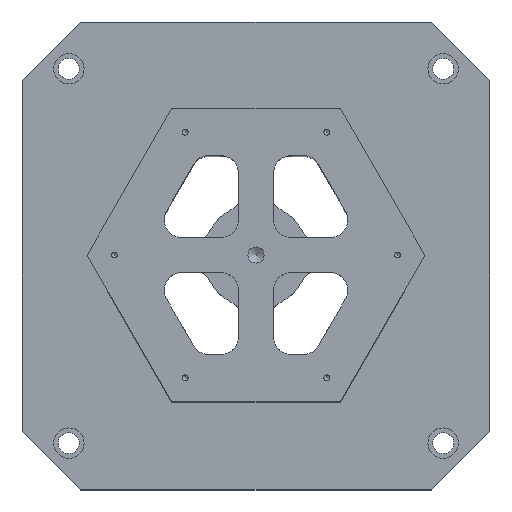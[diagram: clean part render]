
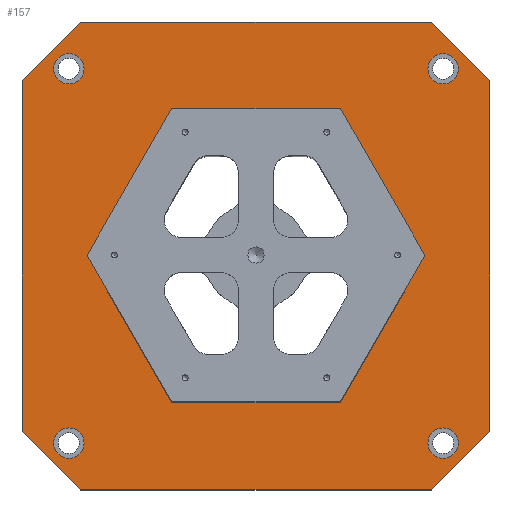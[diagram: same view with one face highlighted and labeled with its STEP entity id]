
A CAD part, top view. The second image highlights one B-rep face of the part: STEP entity #157.
In plain terms, the highlighted planar face has unit normal (0, 0, 1).
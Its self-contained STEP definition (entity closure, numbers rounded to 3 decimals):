
#157 = ADVANCED_FACE( '', ( #707, #708, #709, #710, #711, #712 ), #713, .T. );
#707 = FACE_BOUND( '', #1504, .T. );
#708 = FACE_BOUND( '', #1505, .T. );
#709 = FACE_BOUND( '', #1506, .T. );
#710 = FACE_BOUND( '', #1507, .T. );
#711 = FACE_BOUND( '', #1508, .T. );
#712 = FACE_OUTER_BOUND( '', #1509, .T. );
#713 = PLANE( '', #1510 );
#1504 = EDGE_LOOP( '', ( #2767 ) );
#1505 = EDGE_LOOP( '', ( #2768 ) );
#1506 = EDGE_LOOP( '', ( #2769 ) );
#1507 = EDGE_LOOP( '', ( #2770 ) );
#1508 = EDGE_LOOP( '', ( #2771, #2772, #2773, #2774, #2775, #2776 ) );
#1509 = EDGE_LOOP( '', ( #2777, #2778, #2779, #2780, #2781, #2782, #2783, #2784 ) );
#1510 = AXIS2_PLACEMENT_3D( '', #2785, #2786, #2787 );
#2767 = ORIENTED_EDGE( '', *, *, #3791, .T. );
#2768 = ORIENTED_EDGE( '', *, *, #3795, .T. );
#2769 = ORIENTED_EDGE( '', *, *, #3799, .T. );
#2770 = ORIENTED_EDGE( '', *, *, #3803, .T. );
#2771 = ORIENTED_EDGE( '', *, *, #4158, .F. );
#2772 = ORIENTED_EDGE( '', *, *, #4140, .F. );
#2773 = ORIENTED_EDGE( '', *, *, #4122, .F. );
#2774 = ORIENTED_EDGE( '', *, *, #4105, .F. );
#2775 = ORIENTED_EDGE( '', *, *, #4087, .F. );
#2776 = ORIENTED_EDGE( '', *, *, #3938, .F. );
#2777 = ORIENTED_EDGE( '', *, *, #4159, .T. );
#2778 = ORIENTED_EDGE( '', *, *, #4160, .T. );
#2779 = ORIENTED_EDGE( '', *, *, #4069, .T. );
#2780 = ORIENTED_EDGE( '', *, *, #3692, .T. );
#2781 = ORIENTED_EDGE( '', *, *, #4161, .T. );
#2782 = ORIENTED_EDGE( '', *, *, #4162, .T. );
#2783 = ORIENTED_EDGE( '', *, *, #4163, .T. );
#2784 = ORIENTED_EDGE( '', *, *, #4164, .T. );
#2785 = CARTESIAN_POINT( '', ( -200., -200., 50. ) );
#2786 = DIRECTION( '', ( 0., 0., 1. ) );
#2787 = DIRECTION( '', ( 1., 0., 0. ) );
#3692 = EDGE_CURVE( '', #4260, #4261, #4262, .F. );
#3791 = EDGE_CURVE( '', #4433, #4433, #4434, .T. );
#3795 = EDGE_CURVE( '', #4441, #4441, #4442, .T. );
#3799 = EDGE_CURVE( '', #4449, #4449, #4450, .T. );
#3803 = EDGE_CURVE( '', #4457, #4457, #4458, .T. );
#3938 = EDGE_CURVE( '', #4708, #4710, #4711, .T. );
#4069 = EDGE_CURVE( '', #4926, #4260, #4927, .T. );
#4087 = EDGE_CURVE( '', #4710, #4961, #4962, .T. );
#4105 = EDGE_CURVE( '', #4961, #4996, #4997, .T. );
#4122 = EDGE_CURVE( '', #4996, #5029, #5030, .T. );
#4140 = EDGE_CURVE( '', #5029, #5064, #5065, .T. );
#4158 = EDGE_CURVE( '', #5064, #4708, #5099, .T. );
#4159 = EDGE_CURVE( '', #5100, #5101, #5102, .T. );
#4160 = EDGE_CURVE( '', #5101, #4926, #5103, .F. );
#4161 = EDGE_CURVE( '', #4261, #5104, #5105, .T. );
#4162 = EDGE_CURVE( '', #5104, #5106, #5107, .F. );
#4163 = EDGE_CURVE( '', #5106, #5108, #5109, .T. );
#4164 = EDGE_CURVE( '', #5108, #5100, #5110, .F. );
#4260 = VERTEX_POINT( '', #5215 );
#4261 = VERTEX_POINT( '', #5216 );
#4262 = LINE( '', #5217, #5218 );
#4433 = VERTEX_POINT( '', #5490 );
#4434 = CIRCLE( '', #5491, 13. );
#4441 = VERTEX_POINT( '', #5498 );
#4442 = CIRCLE( '', #5499, 13. );
#4449 = VERTEX_POINT( '', #5506 );
#4450 = CIRCLE( '', #5507, 13. );
#4457 = VERTEX_POINT( '', #5514 );
#4458 = CIRCLE( '', #5515, 13. );
#4708 = VERTEX_POINT( '', #5845 );
#4710 = VERTEX_POINT( '', #5848 );
#4711 = LINE( '', #5849, #5850 );
#4926 = VERTEX_POINT( '', #6121 );
#4927 = LINE( '', #6122, #6123 );
#4961 = VERTEX_POINT( '', #6158 );
#4962 = LINE( '', #6159, #6160 );
#4996 = VERTEX_POINT( '', #6195 );
#4997 = LINE( '', #6196, #6197 );
#5029 = VERTEX_POINT( '', #6230 );
#5030 = LINE( '', #6231, #6232 );
#5064 = VERTEX_POINT( '', #6267 );
#5065 = LINE( '', #6268, #6269 );
#5099 = LINE( '', #6304, #6305 );
#5100 = VERTEX_POINT( '', #6306 );
#5101 = VERTEX_POINT( '', #6307 );
#5102 = LINE( '', #6308, #6309 );
#5103 = LINE( '', #6310, #6311 );
#5104 = VERTEX_POINT( '', #6312 );
#5105 = LINE( '', #6313, #6314 );
#5106 = VERTEX_POINT( '', #6315 );
#5107 = LINE( '', #6316, #6317 );
#5108 = VERTEX_POINT( '', #6318 );
#5109 = LINE( '', #6319, #6320 );
#5110 = LINE( '', #6321, #6322 );
#5215 = CARTESIAN_POINT( '', ( -200., -150., 50. ) );
#5216 = CARTESIAN_POINT( '', ( -150., -200., 50. ) );
#5217 = CARTESIAN_POINT( '', ( -175., -175., 50. ) );
#5218 = VECTOR( '', #6624, 1000. );
#5490 = CARTESIAN_POINT( '', ( -160., -173., 50. ) );
#5491 = AXIS2_PLACEMENT_3D( '', #6826, #6827, #6828 );
#5498 = CARTESIAN_POINT( '', ( 160., -173., 50. ) );
#5499 = AXIS2_PLACEMENT_3D( '', #6838, #6839, #6840 );
#5506 = CARTESIAN_POINT( '', ( 160., 147., 50. ) );
#5507 = AXIS2_PLACEMENT_3D( '', #6850, #6851, #6852 );
#5514 = CARTESIAN_POINT( '', ( -160., 147., 50. ) );
#5515 = AXIS2_PLACEMENT_3D( '', #6862, #6863, #6864 );
#5845 = CARTESIAN_POINT( '', ( -72.169, -125., 50. ) );
#5848 = CARTESIAN_POINT( '', ( 72.169, -125., 50. ) );
#5849 = CARTESIAN_POINT( '', ( -200., -125., 50. ) );
#5850 = VECTOR( '', #7105, 1000. );
#6121 = CARTESIAN_POINT( '', ( -200., 150., 50. ) );
#6122 = CARTESIAN_POINT( '', ( -200., 200., 50. ) );
#6123 = VECTOR( '', #7384, 1000. );
#6158 = CARTESIAN_POINT( '', ( 144.338, 0., 50. ) );
#6159 = CARTESIAN_POINT( '', ( -28.349, -299.103, 50. ) );
#6160 = VECTOR( '', #7434, 1000. );
#6195 = CARTESIAN_POINT( '', ( 72.169, 125., 50. ) );
#6196 = CARTESIAN_POINT( '', ( 144.856, -0.897, 50. ) );
#6197 = VECTOR( '', #7484, 1000. );
#6230 = CARTESIAN_POINT( '', ( -72.169, 125., 50. ) );
#6231 = CARTESIAN_POINT( '', ( -200., 125., 50. ) );
#6232 = VECTOR( '', #7531, 1000. );
#6267 = CARTESIAN_POINT( '', ( -144.338, 0., 50. ) );
#6268 = CARTESIAN_POINT( '', ( -244.856, -174.103, 50. ) );
#6269 = VECTOR( '', #7581, 1000. );
#6304 = CARTESIAN_POINT( '', ( -71.651, -125.897, 50. ) );
#6305 = VECTOR( '', #7631, 1000. );
#6306 = CARTESIAN_POINT( '', ( 150., 200., 50. ) );
#6307 = CARTESIAN_POINT( '', ( -150., 200., 50. ) );
#6308 = CARTESIAN_POINT( '', ( 200., 200., 50. ) );
#6309 = VECTOR( '', #7632, 1000. );
#6310 = CARTESIAN_POINT( '', ( -375., -25., 50. ) );
#6311 = VECTOR( '', #7633, 1000. );
#6312 = CARTESIAN_POINT( '', ( 150., -200., 50. ) );
#6313 = CARTESIAN_POINT( '', ( -200., -200., 50. ) );
#6314 = VECTOR( '', #7634, 1000. );
#6315 = CARTESIAN_POINT( '', ( 200., -150., 50. ) );
#6316 = CARTESIAN_POINT( '', ( -25., -375., 50. ) );
#6317 = VECTOR( '', #7635, 1000. );
#6318 = CARTESIAN_POINT( '', ( 200., 150., 50. ) );
#6319 = CARTESIAN_POINT( '', ( 200., -200., 50. ) );
#6320 = VECTOR( '', #7636, 1000. );
#6321 = CARTESIAN_POINT( '', ( 175., 175., 50. ) );
#6322 = VECTOR( '', #7637, 1000. );
#6624 = DIRECTION( '', ( -0.707, 0.707, 0. ) );
#6826 = CARTESIAN_POINT( '', ( -160., -160., 50. ) );
#6827 = DIRECTION( '', ( 0., 0., -1. ) );
#6828 = DIRECTION( '', ( 0., -1., 0. ) );
#6838 = CARTESIAN_POINT( '', ( 160., -160., 50. ) );
#6839 = DIRECTION( '', ( 0., 0., -1. ) );
#6840 = DIRECTION( '', ( 0., -1., 0. ) );
#6850 = CARTESIAN_POINT( '', ( 160., 160., 50. ) );
#6851 = DIRECTION( '', ( 0., 0., -1. ) );
#6852 = DIRECTION( '', ( 0., -1., 0. ) );
#6862 = CARTESIAN_POINT( '', ( -160., 160., 50. ) );
#6863 = DIRECTION( '', ( 0., 0., -1. ) );
#6864 = DIRECTION( '', ( 0., -1., 0. ) );
#7105 = DIRECTION( '', ( 1., 0., 0. ) );
#7384 = DIRECTION( '', ( 0., -1., 0. ) );
#7434 = DIRECTION( '', ( 0.5, 0.866, 0. ) );
#7484 = DIRECTION( '', ( -0.5, 0.866, 0. ) );
#7531 = DIRECTION( '', ( -1., 0., 0. ) );
#7581 = DIRECTION( '', ( -0.5, -0.866, 0. ) );
#7631 = DIRECTION( '', ( 0.5, -0.866, 0. ) );
#7632 = DIRECTION( '', ( -1., 0., 0. ) );
#7633 = DIRECTION( '', ( 0.707, 0.707, 0. ) );
#7634 = DIRECTION( '', ( 1., 0., 0. ) );
#7635 = DIRECTION( '', ( -0.707, -0.707, 0. ) );
#7636 = DIRECTION( '', ( 0., 1., 0. ) );
#7637 = DIRECTION( '', ( 0.707, -0.707, 0. ) );
